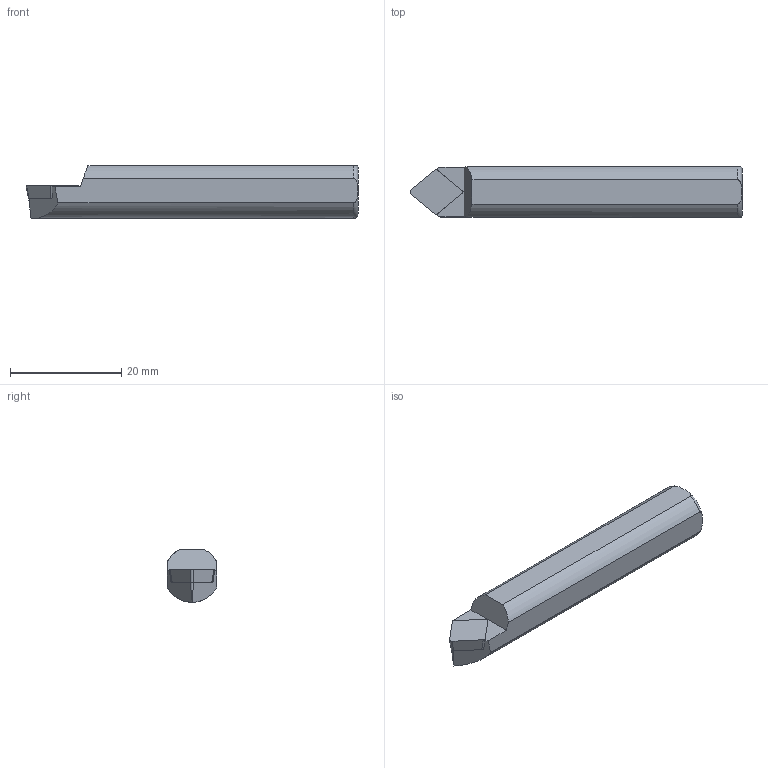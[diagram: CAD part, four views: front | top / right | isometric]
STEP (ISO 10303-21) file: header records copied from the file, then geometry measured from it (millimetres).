
FILE_DESCRIPTION(/* description */ (''),/* implementation_level */ '2;1');
FILE_NAME(/* name */ 'S10D-SCMCN-06.stp',/* time_stamp */ '2023-10-26T14:30:29+03:00',/* author */ (''),/* organization */ (''),/* preprocessor_version */ 'ST-DEVELOPER v19.4',/* originating_system */ 'SIEMENS PLM Software NX2306.3001',/* authorisation */ '');
FILE_SCHEMA (('AUTOMOTIVE_DESIGN { 1 0 10303 214 3 1 1 1 }'));
Length unit declared in the file: millimetre
Products named in the file (1): model1
Bounding box: 59.78 x 9 x 9.5 mm (x, y, z)
Volume: 4006.2 mm3; surface area: 1984.4 mm2
Topology: 2 solids, 2 shells, 26 faces, 67 edges, 44 vertices
Faces by surface type: plane 17, cylinder 7, cone 1, torus 1
Entity records: 1018 total; most frequent: CARTESIAN_POINT 173, DIRECTION 132, ORIENTED_EDGE 128, EDGE_CURVE 64, LINE 44, VECTOR 44, AXIS2_PLACEMENT_3D 44, VERTEX_POINT 43
